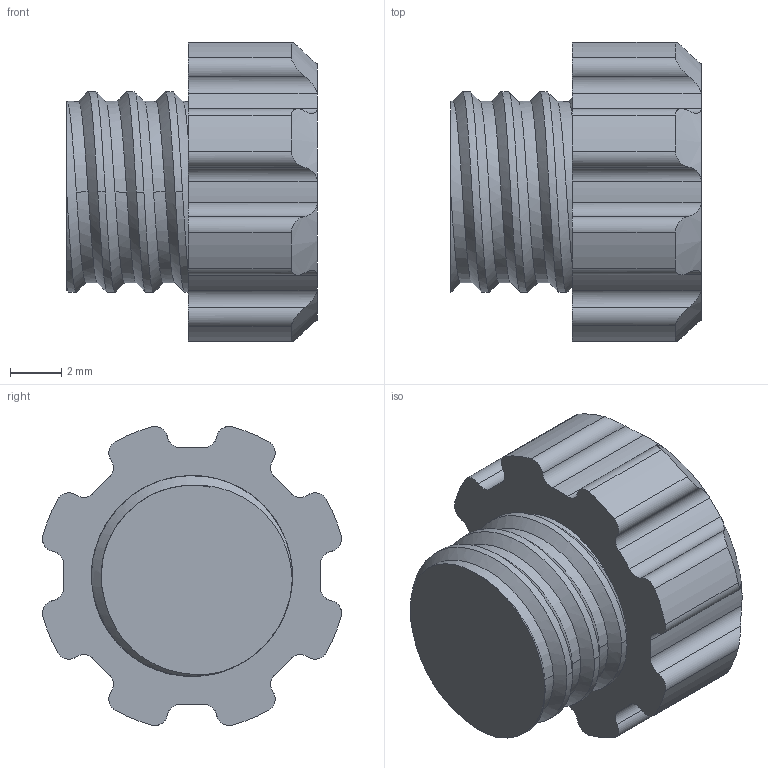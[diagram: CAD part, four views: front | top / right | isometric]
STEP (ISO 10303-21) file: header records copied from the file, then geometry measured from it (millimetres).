
FILE_DESCRIPTION(/* description */ (''),/* implementation_level */ '2;1');
FILE_NAME(/* name */ 'connecter bolt.step',/* time_stamp */ '2025-05-21T11:09:04+09:00',/* author */ (''),/* organization */ (''),/* preprocessor_version */ 'ST-DEVELOPER v20.1',/* originating_system */ 'Autodesk Translation Framework v14.10.0.0',/* authorisation */ '');
FILE_SCHEMA (('AUTOMOTIVE_DESIGN { 1 0 10303 214 3 1 1 }'));
Length unit declared in the file: millimetre
Products named in the file (2): Chladni Plate Holder; bolt
Assembly tree (1 placements, depth 2):
  Chladni Plate Holder
    bolt
Bounding box: 9.72 x 11.61 x 11.61 mm (x, y, z)
Volume: 680.7 mm3; surface area: 530.2 mm2
Topology: 1 solids, 1 shells, 69 faces, 182 edges, 116 vertices
Faces by surface type: cylinder 56, cone 8, plane 3, bspline 2
Full cylindrical faces by diameter (mm): 7.05 x1, 7.8 x1
Entity records: 3113 total; most frequent: CARTESIAN_POINT 1396, ORIENTED_EDGE 364, DIRECTION 346, EDGE_CURVE 182, AXIS2_PLACEMENT_3D 146, VERTEX_POINT 116, CIRCLE 76, EDGE_LOOP 70
